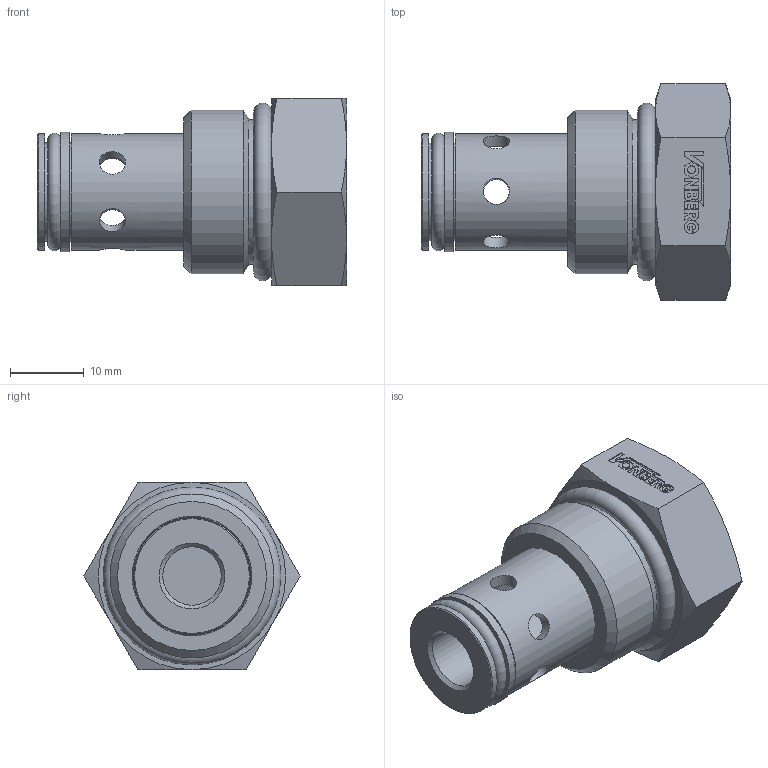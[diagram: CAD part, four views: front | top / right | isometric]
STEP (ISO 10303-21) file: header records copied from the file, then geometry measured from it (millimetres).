
FILE_DESCRIPTION((''),'2;1');
FILE_NAME('1810R.stp','2015-01-05T13:19:57',('jml'),(''),'Autodesk Inventor 2010','Autodesk Inventor 2010','');
FILE_SCHEMA(('AUTOMOTIVE_DESIGN { 1 0 10303 214 1 1 1 1 }'));
Length unit declared in the file: inch
Products named in the file (6): 1810R; 220696; 990047; 014 O-RING; 014 BACKUP; 910 O-RING
Assembly tree (5 placements, depth 2):
  1810R
    220696
    990047
    014 O-RING
    014 BACKUP
    910 O-RING
Bounding box: 41.91 x 29.33 x 25.4 mm (x, y, z)
Volume: 10617.9 mm3; surface area: 7933 mm2
Topology: 6 solids, 6 shells, 164 faces, 385 edges, 249 vertices
Faces by surface type: plane 103, cylinder 35, cone 21, torus 4, bspline 1
Full cylindrical faces by diameter (mm): 1.044 x1, 3.556 x6, 7.925 x1, 12.294 x1, 12.7 x1, 12.751 x1, 13.208 x1, 13.284 x1, 14.275 x1, 15.824 x2, 16.205 x1, 17.475 x1, 19.558 x1, 20.32 x1, 22.225 x1
Entity records: 5277 total; most frequent: CARTESIAN_POINT 1332, DIRECTION 746, ORIENTED_EDGE 700, EDGE_CURVE 350, AXIS2_PLACEMENT_3D 259, VERTEX_POINT 245, EDGE_LOOP 233, VECTOR 228
